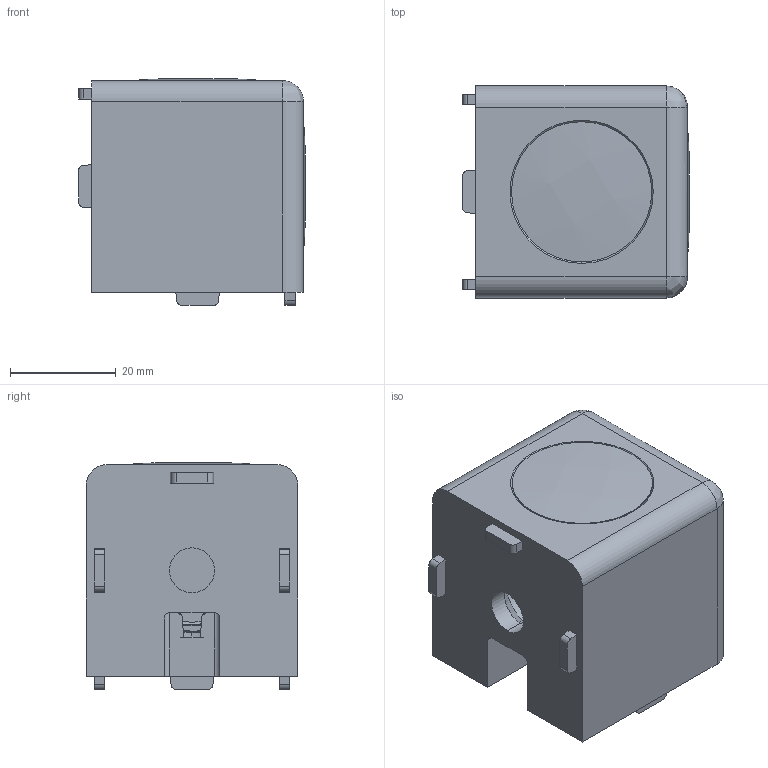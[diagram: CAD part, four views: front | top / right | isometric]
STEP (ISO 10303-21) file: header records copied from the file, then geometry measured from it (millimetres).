
FILE_DESCRIPTION (( 'STEP AP214' ), '1' );
FILE_NAME ('282656003.STEP', '2014-02-20T09:45:04', ( '' ), ( '' ), 'SwSTEP 2.0', 'SolidWorks 2014', '' );
FILE_SCHEMA (( 'AUTOMOTIVE_DESIGN' ));
Length unit declared in the file: millimetre
Products named in the file (1): 282656003
Bounding box: 42.88 x 40 x 42.87 mm (x, y, z)
Volume: 45056.5 mm3; surface area: 15932.7 mm2
Topology: 3 solids, 3 shells, 168 faces, 454 edges, 294 vertices
Faces by surface type: plane 44, cylinder 43, cone 41, bspline 40
Entity records: 8155 total; most frequent: CARTESIAN_POINT 2269, ORIENTED_EDGE 904, DIRECTION 779, EDGE_CURVE 452, AXIS2_PLACEMENT_3D 312, VERTEX_POINT 294, CIRCLE 183, EDGE_LOOP 180
